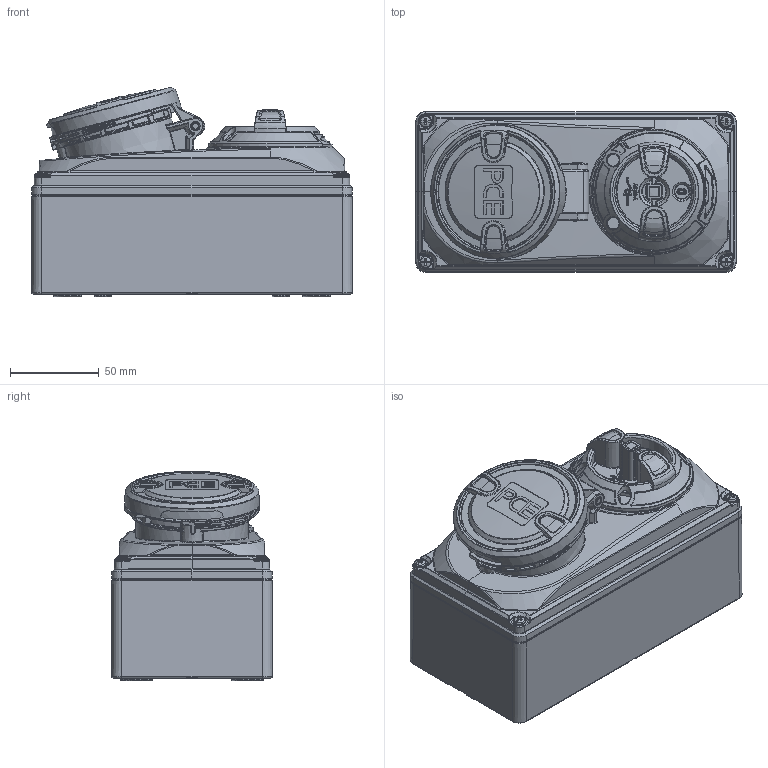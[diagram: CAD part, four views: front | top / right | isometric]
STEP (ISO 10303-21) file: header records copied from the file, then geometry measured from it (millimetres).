
FILE_DESCRIPTION (( 'STEP AP203' ), '1' );
FILE_NAME ('6115-6.STEP', '2018-05-14T10:54:52', ( '' ), ( '' ), 'SwSTEP 2.0', 'SolidWorks 2016', '' );
FILE_SCHEMA (( 'CONFIG_CONTROL_DESIGN' ));
Products named in the file (1): 6115-6
Bounding box: 180.38 x 90.38 x 117.74 mm (x, y, z)
Volume: 1384318.4 mm3; surface area: 105941.6 mm2
Topology: 1 solids, 1 shells, 3065 faces, 7298 edges, 4315 vertices
Faces by surface type: bspline 1482, plane 734, cylinder 562, cone 190, torus 80, sphere 17
Full cylindrical faces by diameter (mm): 2.985 x1, 3.4 x2, 4 x2, 4.1 x2, 5.5 x4
Entity records: 142913 total; most frequent: CARTESIAN_POINT 84993, ORIENTED_EDGE 14156, DIRECTION 8617, EDGE_CURVE 7078, VERTEX_POINT 4250, EDGE_LOOP 3320, AXIS2_PLACEMENT_3D 3273, B_SPLINE_CURVE_WITH_KNOTS 3135
